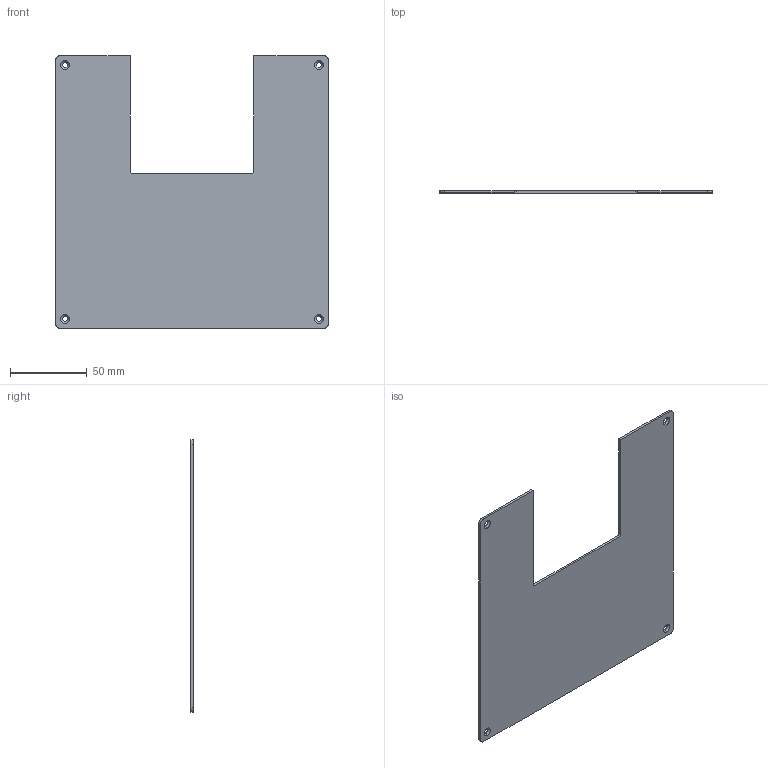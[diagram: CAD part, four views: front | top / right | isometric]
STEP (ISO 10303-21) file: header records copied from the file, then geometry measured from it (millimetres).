
FILE_DESCRIPTION (( 'STEP AP203' ), '1' );
FILE_NAME ('C006-173_02_sldprt.STEP', '2016-06-02T17:06:34', ( 'Shusen Zhang' ), ( 'MathWorks' ), 'SwSTEP 2.0', 'SolidWorks 2015', '' );
FILE_SCHEMA (( 'CONFIG_CONTROL_DESIGN' ));
Length unit declared in the file: inch
Products named in the file (1): C006-173_02_sldprt
Bounding box: 177.8 x 1.59 x 177.8 mm (x, y, z)
Volume: 40269.4 mm3; surface area: 52190.8 mm2
Topology: 1 solids, 1 shells, 32 faces, 82 edges, 52 vertices
Faces by surface type: cylinder 14, plane 10, cone 8
Entity records: 1073 total; most frequent: DIRECTION 184, CARTESIAN_POINT 167, ORIENTED_EDGE 164, EDGE_CURVE 82, AXIS2_PLACEMENT_3D 69, VERTEX_POINT 52, VECTOR 46, LINE 46
